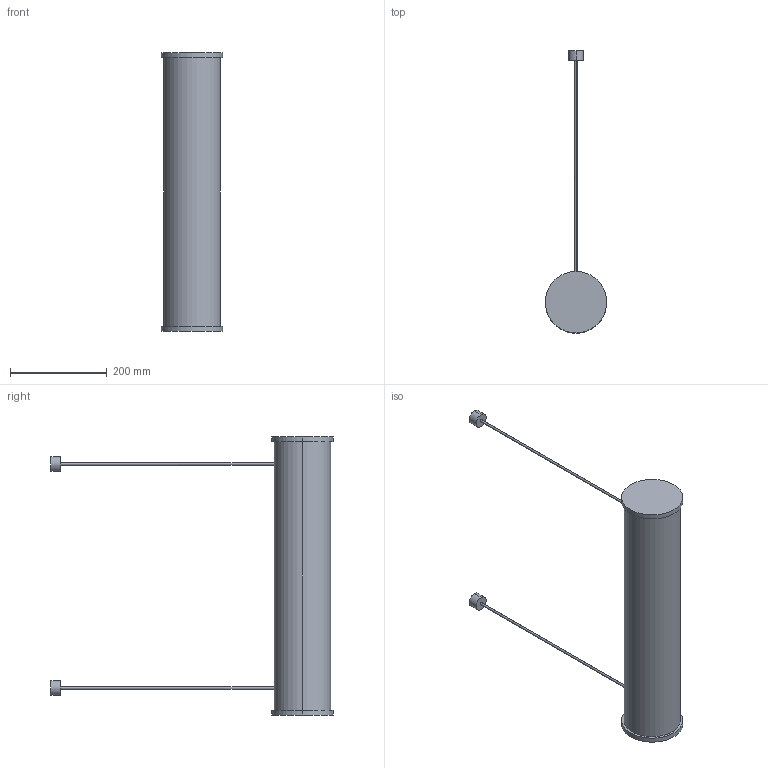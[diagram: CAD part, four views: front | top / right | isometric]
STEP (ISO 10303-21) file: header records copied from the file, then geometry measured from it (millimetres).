
FILE_DESCRIPTION (( 'STEP AP214' ), '1' );
FILE_NAME ('T120 600 LED 4000K (20W).STEP', '2018-07-18T08:23:28', ( '' ), ( '' ), 'SwSTEP 2.0', 'SolidWorks 2013', '' );
FILE_SCHEMA (( 'AUTOMOTIVE_DESIGN' ));
Length unit declared in the file: millimetre
Products named in the file (1): T120 600 LED 4000K (20W)
Bounding box: 127 x 583.5 x 575 mm (x, y, z)
Volume: 6265945.1 mm3; surface area: 261536.9 mm2
Topology: 1 solids, 1 shells, 22 faces, 42 edges, 28 vertices
Faces by surface type: cylinder 14, plane 8
Entity records: 720 total; most frequent: CARTESIAN_POINT 217, DIRECTION 108, ORIENTED_EDGE 84, AXIS2_PLACEMENT_3D 47, EDGE_CURVE 42, VERTEX_POINT 28, EDGE_LOOP 28, CIRCLE 24
